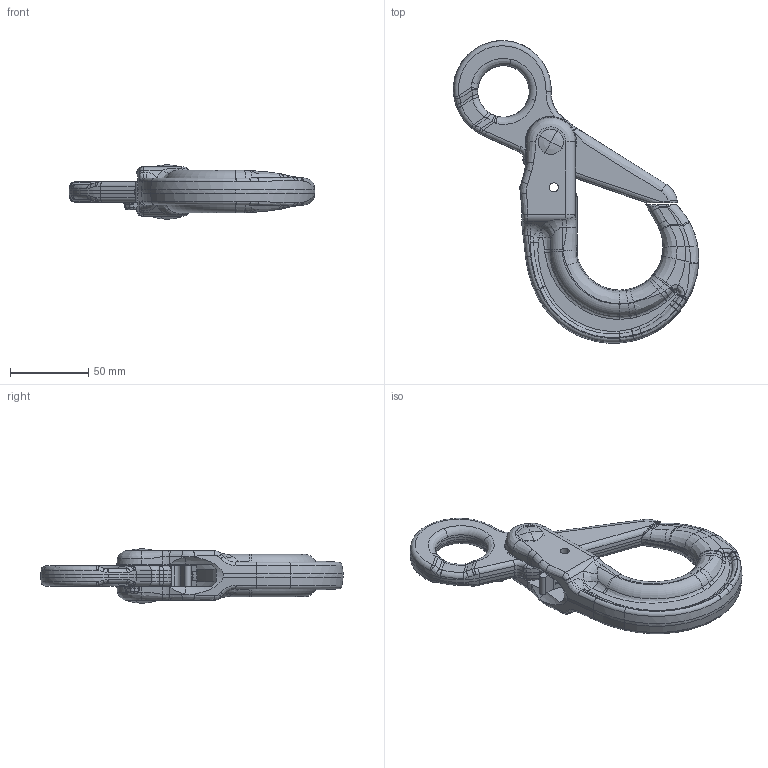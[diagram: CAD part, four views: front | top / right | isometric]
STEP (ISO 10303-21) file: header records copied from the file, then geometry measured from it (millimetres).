
FILE_DESCRIPTION(('CATIA V5 STEP Exchange'),'2;1');
FILE_NAME('8025-10.stp','2016-01-29T05:47:31+00:00',('none'),('none'),'CATIA Version 5 Release 21 GA (IN-10)','CATIA V5 STEP AP203','none');
FILE_SCHEMA(('CONFIG_CONTROL_DESIGN'));
Products named in the file (1): 8025-10-ASSEMBLY
Assembly tree (4 placements, depth 2):
  8025-10-ASSEMBLY
    #58
    #35863
    #36617
    #50165
Bounding box: 156.39 x 192.75 x 34.6 mm (x, y, z)
Volume: 191586 mm3; surface area: 46351.8 mm2
Topology: 4 solids, 4 shells, 623 faces, 1479 edges, 838 vertices
Faces by surface type: bspline 354, cylinder 75, plane 68, torus 54, cone 46, sphere 18, extrusion 8
Entity records: 50507 total; most frequent: CARTESIAN_POINT 39531, ORIENTED_EDGE 2910, EDGE_CURVE 1455, B_SPLINE_CURVE_WITH_KNOTS 997, DIRECTION 972, VERTEX_POINT 838, EDGE_LOOP 637, ADVANCED_FACE 623
